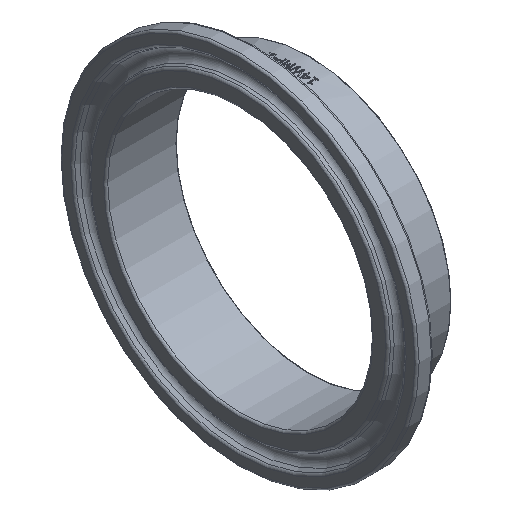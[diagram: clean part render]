
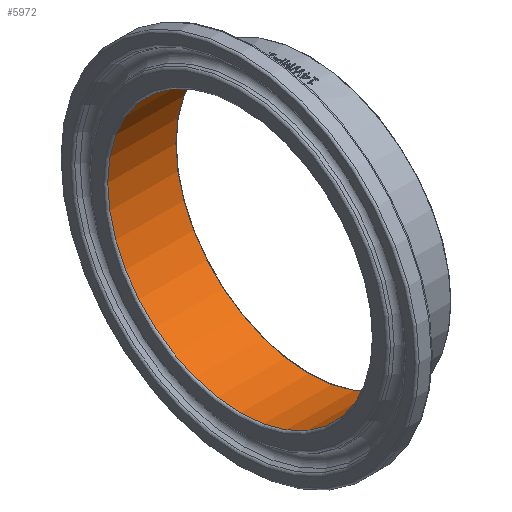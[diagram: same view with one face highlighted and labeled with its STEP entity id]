
A CAD part, isometric view. The second image highlights one B-rep face of the part: STEP entity #5972.
In plain terms, the highlighted cylindrical face has radius 23.749 mm (diameter 47.498 mm), a full revolution.
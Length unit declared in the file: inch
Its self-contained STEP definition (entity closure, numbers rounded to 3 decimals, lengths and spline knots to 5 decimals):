
#101=FACE_BOUND('',#1095,.T.);
#725=FACE_OUTER_BOUND('',#1094,.T.);
#1094=EDGE_LOOP('',(#5561));
#1095=EDGE_LOOP('',(#5562));
#1546=CIRCLE('',#6354,0.935);
#1548=CIRCLE('',#6358,0.935);
#2944=VERTEX_POINT('',#12952);
#2946=VERTEX_POINT('',#12958);
#3823=EDGE_CURVE('',#2944,#2944,#1546,.T.);
#3825=EDGE_CURVE('',#2946,#2946,#1548,.T.);
#5561=ORIENTED_EDGE('',*,*,#3825,.F.);
#5562=ORIENTED_EDGE('',*,*,#3823,.F.);
#5627=CYLINDRICAL_SURFACE('',#6357,0.935);
#5972=ADVANCED_FACE('',(#725,#101),#5627,.F.);
#6354=AXIS2_PLACEMENT_3D('',#12953,#7517,#7518);
#6357=AXIS2_PLACEMENT_3D('',#12957,#7523,#7524);
#6358=AXIS2_PLACEMENT_3D('',#12959,#7525,#7526);
#7517=DIRECTION('center_axis',(-1.,0.,0.));
#7518=DIRECTION('ref_axis',(0.,-1.,0.));
#7523=DIRECTION('center_axis',(1.,0.,0.));
#7524=DIRECTION('ref_axis',(0.,1.,0.));
#7525=DIRECTION('center_axis',(1.,0.,0.));
#7526=DIRECTION('ref_axis',(0.,-1.,0.));
#12952=CARTESIAN_POINT('',(0.495,0.935,0.));
#12953=CARTESIAN_POINT('Origin',(0.495,0.,0.));
#12957=CARTESIAN_POINT('Origin',(0.2655,0.,0.));
#12958=CARTESIAN_POINT('',(0.015,0.935,0.));
#12959=CARTESIAN_POINT('Origin',(0.015,0.,0.));
